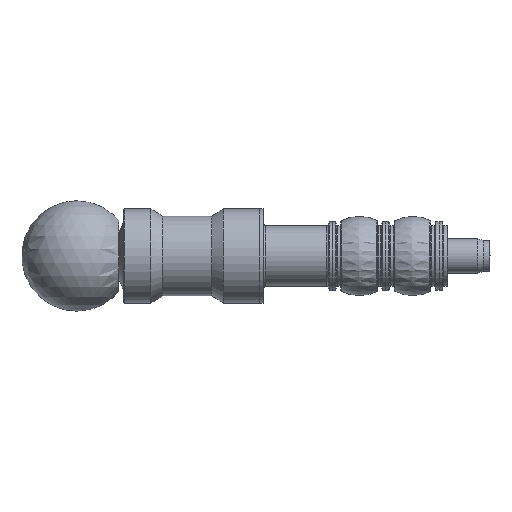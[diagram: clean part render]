
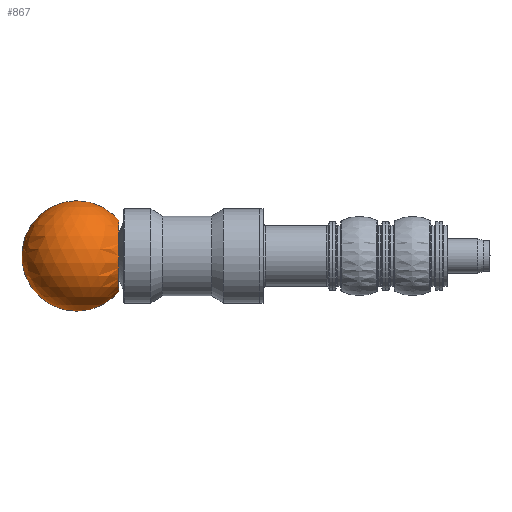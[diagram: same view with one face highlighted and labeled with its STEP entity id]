
A CAD part, left-side view. The second image highlights one B-rep face of the part: STEP entity #867.
In plain terms, the highlighted spherical face has radius 72.5 mm.
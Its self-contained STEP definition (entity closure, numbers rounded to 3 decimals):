
#109=SPHERICAL_SURFACE('',#1013,72.5);
#226=FACE_BOUND('',#447,.T.);
#447=EDGE_LOOP('',(#774));
#511=CIRCLE('',#1014,46.648);
#577=VERTEX_POINT('',#1775);
#643=EDGE_CURVE('',#577,#577,#511,.T.);
#774=ORIENTED_EDGE('',*,*,#643,.F.);
#867=ADVANCED_FACE('',(#226),#109,.T.);
#1013=AXIS2_PLACEMENT_3D('',#1774,#1317,#1318);
#1014=AXIS2_PLACEMENT_3D('',#1776,#1319,#1320);
#1317=DIRECTION('center_axis',(0.,0.,1.));
#1318=DIRECTION('ref_axis',(1.,0.,0.));
#1319=DIRECTION('center_axis',(0.,-1.,0.));
#1320=DIRECTION('ref_axis',(1.,0.,0.));
#1774=CARTESIAN_POINT('Origin',(150.,266.5,0.));
#1775=CARTESIAN_POINT('',(196.648,211.,0.));
#1776=CARTESIAN_POINT('Origin',(150.,211.,0.));
